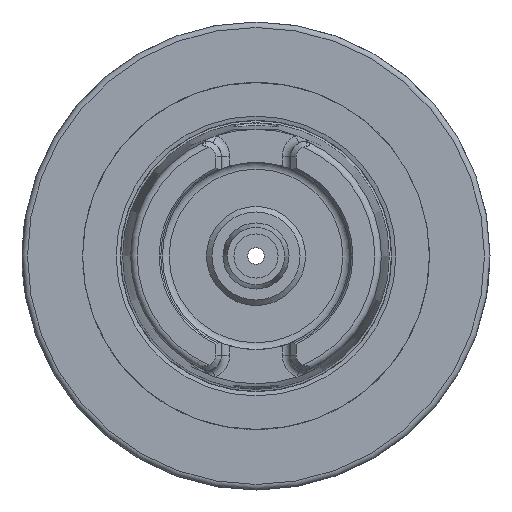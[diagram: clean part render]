
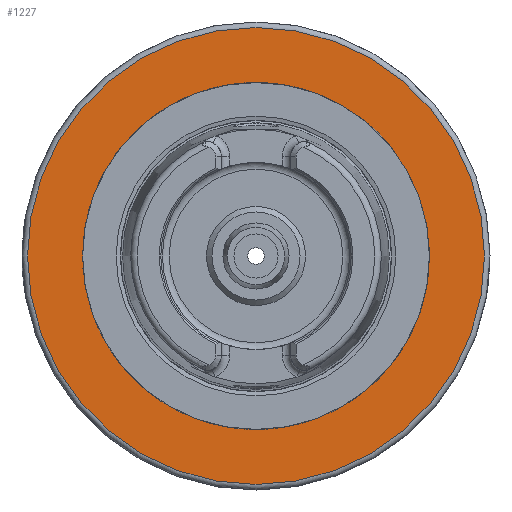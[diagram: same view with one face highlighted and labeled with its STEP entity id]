
A CAD part, left-side view. The second image highlights one B-rep face of the part: STEP entity #1227.
In plain terms, the highlighted planar face has unit normal (-1, 0, 0).
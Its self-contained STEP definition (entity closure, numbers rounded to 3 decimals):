
#1185=CARTESIAN_POINT('',(42.,23.,0.0));
#1186=VERTEX_POINT('',#1185);
#1187=CARTESIAN_POINT('',(42.,0.,0.0));
#1188=DIRECTION('',(1.0,0.0,0.0));
#1189=DIRECTION('',(0.0,1.0,0.0));
#1190=AXIS2_PLACEMENT_3D('',#1187,#1188,#1189);
#1191=CIRCLE('',#1190,23.);
#1192=EDGE_CURVE('',#1186,#1186,#1191,.T.);
#1208=CARTESIAN_POINT('',(42.,32.25,0.0));
#1209=DIRECTION('',(-1.0,0.0,0.0));
#1210=DIRECTION('',(0.0,0.0,1.0));
#1211=AXIS2_PLACEMENT_3D('',#1208,#1209,#1210);
#1212=PLANE('',#1211);
#1213=CARTESIAN_POINT('',(42.,41.5,0.0));
#1214=VERTEX_POINT('',#1213);
#1215=CARTESIAN_POINT('',(42.,0.,0.0));
#1216=DIRECTION('',(1.0,0.0,0.0));
#1217=DIRECTION('',(0.0,1.0,0.0));
#1218=AXIS2_PLACEMENT_3D('',#1215,#1216,#1217);
#1219=CIRCLE('',#1218,41.5);
#1220=EDGE_CURVE('',#1214,#1214,#1219,.T.);
#1221=ORIENTED_EDGE('',*,*,#1220,.F.);
#1222=EDGE_LOOP('',(#1221));
#1223=FACE_OUTER_BOUND('',#1222,.T.);
#1224=ORIENTED_EDGE('',*,*,#1192,.T.);
#1225=EDGE_LOOP('',(#1224));
#1226=FACE_BOUND('',#1225,.T.);
#1227=ADVANCED_FACE('',(#1223,#1226),#1212,.T.);
